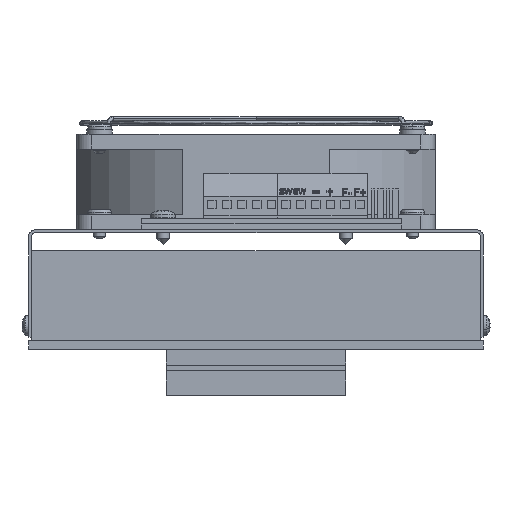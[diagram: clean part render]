
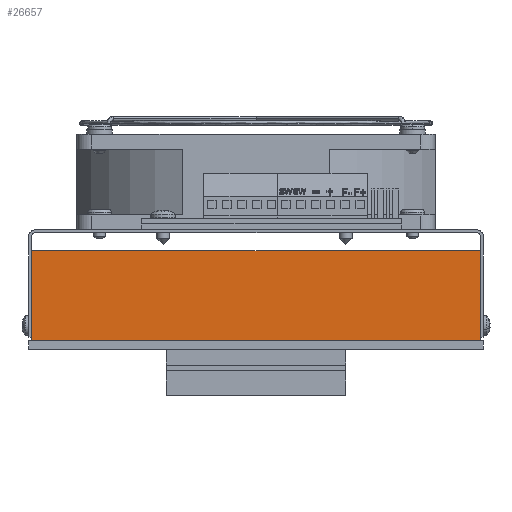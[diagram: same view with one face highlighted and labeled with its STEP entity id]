
A CAD part, front view. The second image highlights one B-rep face of the part: STEP entity #26657.
In plain terms, the highlighted planar face has unit normal (0, -1, 0).
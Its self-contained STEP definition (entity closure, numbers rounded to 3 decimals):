
#628 = DIRECTION ( 'NONE',  ( -1., 0., 0. ) ) ;
#680 = ORIENTED_EDGE ( 'NONE', *, *, #8197, .T. ) ;
#1340 = DIRECTION ( 'NONE',  ( 1., 0., 0. ) ) ;
#1460 = LINE ( 'NONE', #28960, #8871 ) ;
#1559 = AXIS2_PLACEMENT_3D ( 'NONE', #15580, #10055, #35228 ) ;
#3185 = EDGE_CURVE ( 'NONE', #12400, #21801, #1460, .T. ) ;
#4882 = VERTEX_POINT ( 'NONE', #25972 ) ;
#5020 = VECTOR ( 'NONE', #6252, 1000. ) ;
#6252 = DIRECTION ( 'NONE',  ( 0., 0., -1. ) ) ;
#6426 = VECTOR ( 'NONE', #1340, 1000. ) ;
#7548 = CARTESIAN_POINT ( 'NONE',  ( -75., 0., 50. ) ) ;
#7591 = ORIENTED_EDGE ( 'NONE', *, *, #20202, .T. ) ;
#8197 = EDGE_CURVE ( 'NONE', #21801, #4882, #24806, .T. ) ;
#8871 = VECTOR ( 'NONE', #628, 1000. ) ;
#9175 = LINE ( 'NONE', #10891, #23724 ) ;
#9324 = CARTESIAN_POINT ( 'NONE',  ( -75., 0., 20. ) ) ;
#10055 = DIRECTION ( 'NONE',  ( 0., 1., 0. ) ) ;
#10891 = CARTESIAN_POINT ( 'NONE',  ( 75., 0., 20. ) ) ;
#11945 = CARTESIAN_POINT ( 'NONE',  ( 75., 0., 50. ) ) ;
#12400 = VERTEX_POINT ( 'NONE', #11945 ) ;
#12494 = CARTESIAN_POINT ( 'NONE',  ( -75., 0., 20. ) ) ;
#15580 = CARTESIAN_POINT ( 'NONE',  ( -75., 0., 20. ) ) ;
#17641 = PLANE ( 'NONE',  #1559 ) ;
#17708 = VERTEX_POINT ( 'NONE', #29033 ) ;
#19381 = ORIENTED_EDGE ( 'NONE', *, *, #3185, .T. ) ;
#20202 = EDGE_CURVE ( 'NONE', #17708, #12400, #9175, .T. ) ;
#21524 = EDGE_CURVE ( 'NONE', #4882, #17708, #30638, .T. ) ;
#21801 = VERTEX_POINT ( 'NONE', #7548 ) ;
#23724 = VECTOR ( 'NONE', #33140, 1000. ) ;
#24806 = LINE ( 'NONE', #9324, #5020 ) ;
#25972 = CARTESIAN_POINT ( 'NONE',  ( -75., 0., 20. ) ) ;
#26657 = ADVANCED_FACE ( 'NONE', ( #35119 ), #17641, .F. ) ;
#28960 = CARTESIAN_POINT ( 'NONE',  ( -75., 0., 50. ) ) ;
#29033 = CARTESIAN_POINT ( 'NONE',  ( 75., 0., 20. ) ) ;
#30638 = LINE ( 'NONE', #12494, #6426 ) ;
#33140 = DIRECTION ( 'NONE',  ( 0., 0., 1. ) ) ;
#34943 = EDGE_LOOP ( 'NONE', ( #19381, #680, #35315, #7591 ) ) ;
#35119 = FACE_OUTER_BOUND ( 'NONE', #34943, .T. ) ;
#35228 = DIRECTION ( 'NONE',  ( 0., 0., 1. ) ) ;
#35315 = ORIENTED_EDGE ( 'NONE', *, *, #21524, .T. ) ;
